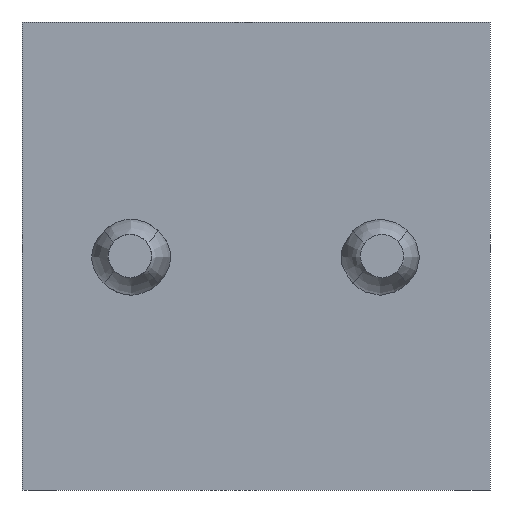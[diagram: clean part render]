
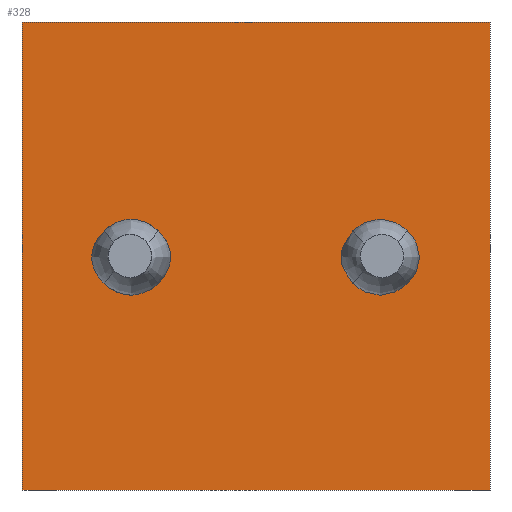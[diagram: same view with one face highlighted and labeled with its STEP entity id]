
A CAD part, front view. The second image highlights one B-rep face of the part: STEP entity #328.
In plain terms, the highlighted planar face has unit normal (0, -1, 0).
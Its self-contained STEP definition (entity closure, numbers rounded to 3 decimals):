
#27=FACE_BOUND('',#61,.T.);
#28=FACE_BOUND('',#62,.T.);
#29=PLANE('',#372);
#38=FACE_OUTER_BOUND('',#60,.T.);
#60=EDGE_LOOP('',(#235,#236,#237,#238));
#61=EDGE_LOOP('',(#239));
#62=EDGE_LOOP('',(#240,#241,#242,#243));
#88=B_SPLINE_CURVE_WITH_KNOTS('',3,(#516,#517,#518,#519,#520,#521,#522,
#523,#524,#525),.UNSPECIFIED.,.F.,.F.,(4,2,2,2,4),(-0.072,
-0.054,-0.04,-0.024,0.),
 .UNSPECIFIED.);
#89=B_SPLINE_CURVE_WITH_KNOTS('',3,(#527,#528,#529,#530,#531,#532,#533,
#534,#535,#536,#537,#538),.UNSPECIFIED.,.F.,.F.,(4,2,2,2,2,4),(-0.08,
-0.067,-0.055,-0.04,-0.023,
0.),.UNSPECIFIED.);
#90=B_SPLINE_CURVE_WITH_KNOTS('',3,(#540,#541,#542,#543,#544,#545,#546,
#547,#548,#549),.UNSPECIFIED.,.F.,.F.,(4,2,2,2,4),(-0.072,
-0.054,-0.04,-0.024,0.),
 .UNSPECIFIED.);
#91=B_SPLINE_CURVE_WITH_KNOTS('',3,(#550,#551,#552,#553,#554,#555,#556,
#557,#558,#559,#560,#561),.UNSPECIFIED.,.F.,.F.,(4,2,2,2,2,4),(-0.08,
-0.067,-0.055,-0.04,-0.023,
0.),.UNSPECIFIED.);
#109=LINE('',#506,#125);
#110=LINE('',#508,#126);
#111=LINE('',#510,#127);
#112=LINE('',#511,#128);
#125=VECTOR('',#398,10.);
#126=VECTOR('',#399,10.);
#127=VECTOR('',#400,10.);
#128=VECTOR('',#401,10.);
#141=CIRCLE('',#373,0.3);
#153=VERTEX_POINT('',#504);
#154=VERTEX_POINT('',#505);
#155=VERTEX_POINT('',#507);
#156=VERTEX_POINT('',#509);
#157=VERTEX_POINT('',#512);
#158=VERTEX_POINT('',#514);
#159=VERTEX_POINT('',#515);
#160=VERTEX_POINT('',#526);
#161=VERTEX_POINT('',#539);
#186=EDGE_CURVE('',#153,#154,#109,.T.);
#187=EDGE_CURVE('',#155,#154,#110,.T.);
#188=EDGE_CURVE('',#155,#156,#111,.T.);
#189=EDGE_CURVE('',#153,#156,#112,.T.);
#190=EDGE_CURVE('',#157,#157,#141,.T.);
#191=EDGE_CURVE('',#158,#159,#88,.T.);
#192=EDGE_CURVE('',#160,#158,#89,.T.);
#193=EDGE_CURVE('',#161,#160,#90,.T.);
#194=EDGE_CURVE('',#159,#161,#91,.T.);
#235=ORIENTED_EDGE('',*,*,#186,.T.);
#236=ORIENTED_EDGE('',*,*,#187,.F.);
#237=ORIENTED_EDGE('',*,*,#188,.T.);
#238=ORIENTED_EDGE('',*,*,#189,.F.);
#239=ORIENTED_EDGE('',*,*,#190,.T.);
#240=ORIENTED_EDGE('',*,*,#191,.F.);
#241=ORIENTED_EDGE('',*,*,#192,.F.);
#242=ORIENTED_EDGE('',*,*,#193,.F.);
#243=ORIENTED_EDGE('',*,*,#194,.F.);
#328=ADVANCED_FACE('',(#38,#27,#28),#29,.T.);
#372=AXIS2_PLACEMENT_3D('',#503,#396,#397);
#373=AXIS2_PLACEMENT_3D('',#513,#402,#403);
#396=DIRECTION('center_axis',(0.,-1.,0.));
#397=DIRECTION('ref_axis',(1.,0.,0.));
#398=DIRECTION('',(0.,0.,1.));
#399=DIRECTION('',(1.,0.,0.));
#400=DIRECTION('',(0.,0.,-1.));
#401=DIRECTION('',(-1.,0.,0.));
#402=DIRECTION('center_axis',(0.,1.,0.));
#403=DIRECTION('ref_axis',(-1.,0.,0.));
#503=CARTESIAN_POINT('Origin',(0.,0.,0.));
#504=CARTESIAN_POINT('',(6.5,0.,-3.25));
#505=CARTESIAN_POINT('',(6.5,0.,3.25));
#506=CARTESIAN_POINT('',(6.5,0.,0.));
#507=CARTESIAN_POINT('',(0.,0.,3.25));
#508=CARTESIAN_POINT('',(0.,0.,3.25));
#509=CARTESIAN_POINT('',(0.,0.,-3.25));
#510=CARTESIAN_POINT('',(0.,0.,0.));
#511=CARTESIAN_POINT('',(0.,0.,-3.25));
#512=CARTESIAN_POINT('',(5.3,0.,0.));
#513=CARTESIAN_POINT('Origin',(5.,0.,0.));
#514=CARTESIAN_POINT('',(1.139,0.,-0.379));
#515=CARTESIAN_POINT('',(1.895,0.,-0.379));
#516=CARTESIAN_POINT('Ctrl Pts',(1.139,0.,
-0.379));
#517=CARTESIAN_POINT('Ctrl Pts',(1.196,0.,-0.434));
#518=CARTESIAN_POINT('Ctrl Pts',(1.264,0.,
-0.479));
#519=CARTESIAN_POINT('Ctrl Pts',(1.392,0.,
-0.529));
#520=CARTESIAN_POINT('Ctrl Pts',(1.449,0.,
-0.541));
#521=CARTESIAN_POINT('Ctrl Pts',(1.579,0.,
-0.544));
#522=CARTESIAN_POINT('Ctrl Pts',(1.643,0.,
-0.528));
#523=CARTESIAN_POINT('Ctrl Pts',(1.769,0.,
-0.479));
#524=CARTESIAN_POINT('Ctrl Pts',(1.837,0.,-0.434));
#525=CARTESIAN_POINT('Ctrl Pts',(1.895,0.,-0.379));
#526=CARTESIAN_POINT('',(1.139,0.,0.347));
#527=CARTESIAN_POINT('Ctrl Pts',(1.139,0.,
0.347));
#528=CARTESIAN_POINT('Ctrl Pts',(1.107,0.,
0.316));
#529=CARTESIAN_POINT('Ctrl Pts',(1.078,0.,
0.282));
#530=CARTESIAN_POINT('Ctrl Pts',(1.03,0.,
0.208));
#531=CARTESIAN_POINT('Ctrl Pts',(1.01,0.,0.169));
#532=CARTESIAN_POINT('Ctrl Pts',(0.977,0.,0.077));
#533=CARTESIAN_POINT('Ctrl Pts',(0.969,0.,
0.026));
#534=CARTESIAN_POINT('Ctrl Pts',(0.971,0.,
-0.082));
#535=CARTESIAN_POINT('Ctrl Pts',(0.985,0.,
-0.14));
#536=CARTESIAN_POINT('Ctrl Pts',(1.039,0.,
-0.263));
#537=CARTESIAN_POINT('Ctrl Pts',(1.084,0.,
-0.327));
#538=CARTESIAN_POINT('Ctrl Pts',(1.139,0.,
-0.379));
#539=CARTESIAN_POINT('',(1.895,0.,0.347));
#540=CARTESIAN_POINT('Ctrl Pts',(1.895,0.,0.347));
#541=CARTESIAN_POINT('Ctrl Pts',(1.838,0.,0.402));
#542=CARTESIAN_POINT('Ctrl Pts',(1.77,0.,
0.447));
#543=CARTESIAN_POINT('Ctrl Pts',(1.642,0.,
0.497));
#544=CARTESIAN_POINT('Ctrl Pts',(1.585,0.,0.509));
#545=CARTESIAN_POINT('Ctrl Pts',(1.454,0.,0.512));
#546=CARTESIAN_POINT('Ctrl Pts',(1.391,0.,
0.496));
#547=CARTESIAN_POINT('Ctrl Pts',(1.265,0.,0.447));
#548=CARTESIAN_POINT('Ctrl Pts',(1.197,0.,
0.402));
#549=CARTESIAN_POINT('Ctrl Pts',(1.139,0.,
0.347));
#550=CARTESIAN_POINT('Ctrl Pts',(1.895,0.,
-0.379));
#551=CARTESIAN_POINT('Ctrl Pts',(1.927,0.,-0.348));
#552=CARTESIAN_POINT('Ctrl Pts',(1.956,0.,
-0.314));
#553=CARTESIAN_POINT('Ctrl Pts',(2.004,0.,
-0.24));
#554=CARTESIAN_POINT('Ctrl Pts',(2.024,0.,-0.201));
#555=CARTESIAN_POINT('Ctrl Pts',(2.057,0.,
-0.109));
#556=CARTESIAN_POINT('Ctrl Pts',(2.065,0.,-0.058));
#557=CARTESIAN_POINT('Ctrl Pts',(2.063,0.,0.05));
#558=CARTESIAN_POINT('Ctrl Pts',(2.049,0.,
0.108));
#559=CARTESIAN_POINT('Ctrl Pts',(1.995,0.,
0.231));
#560=CARTESIAN_POINT('Ctrl Pts',(1.95,0.,0.295));
#561=CARTESIAN_POINT('Ctrl Pts',(1.895,0.,0.347));
